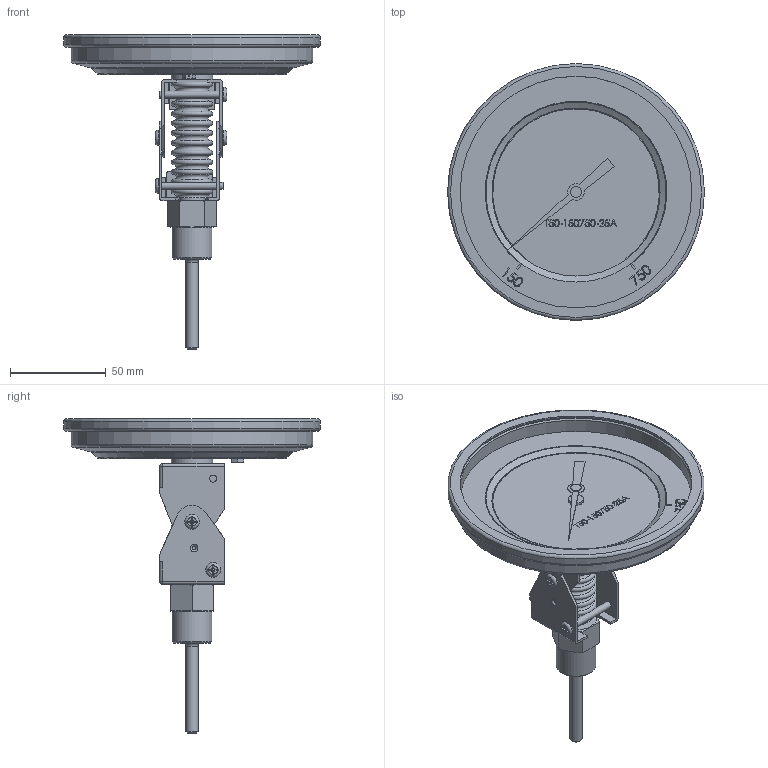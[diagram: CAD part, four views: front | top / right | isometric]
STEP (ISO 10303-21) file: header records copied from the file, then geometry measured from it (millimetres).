
FILE_DESCRIPTION (( 'STEP AP214' ), '1' );
FILE_NAME ('T50-150750-25A.STEP', '2022-11-30T10:24:06', ( '' ), ( '' ), 'SwSTEP 2.0', 'SolidWorks 2021', '' );
FILE_SCHEMA (( 'AUTOMOTIVE_DESIGN' ));
Length unit declared in the file: inch
Products named in the file (1): T50-150750-25A
Bounding box: 134.11 x 134.11 x 164.08 mm (x, y, z)
Volume: 164789.2 mm3; surface area: 61688.1 mm2
Topology: 1 solids, 1 shells, 513 faces, 1347 edges, 876 vertices
Faces by surface type: plane 305, bspline 99, cylinder 45, torus 37, cone 23, sphere 4
Full cylindrical faces by diameter (mm): 0.762 x1, 3.683 x4, 5.745 x1, 6.35 x1, 7.62 x1, 7.747 x4, 13.808 x1, 20.859 x1, 21.59 x1, 120.904 x2, 122.835 x1, 126.238 x1, 134.112 x1
Entity records: 25168 total; most frequent: CARTESIAN_POINT 10449, ORIENTED_EDGE 2520, DIRECTION 2017, EDGE_CURVE 1260, VERTEX_POINT 857, LINE 811, VECTOR 811, EDGE_LOOP 633
